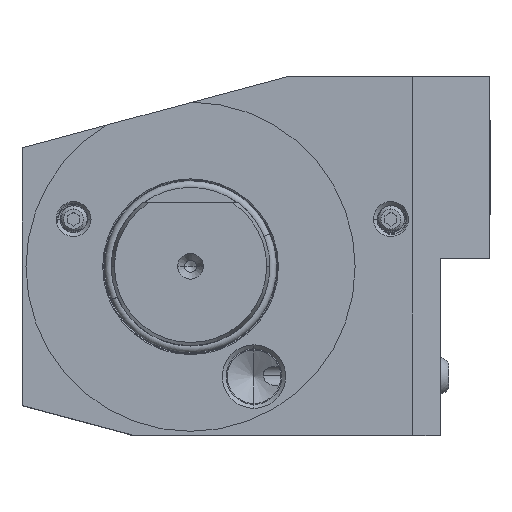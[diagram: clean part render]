
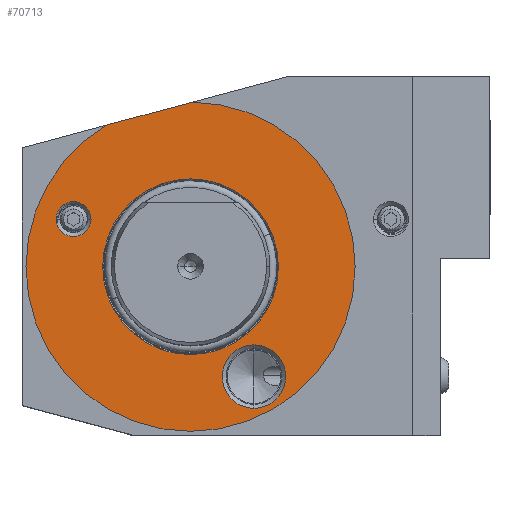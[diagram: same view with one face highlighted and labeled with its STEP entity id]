
A CAD part, top view. The second image highlights one B-rep face of the part: STEP entity #70713.
In plain terms, the highlighted planar face has unit normal (0, 0, 1).
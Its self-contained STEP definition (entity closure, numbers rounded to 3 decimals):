
#2862 = VERTEX_POINT ( 'NONE', #72538 ) ;
#3301 = VERTEX_POINT ( 'NONE', #72712 ) ;
#11048 = CIRCLE ( 'NONE', #79772, 8. ) ;
#11144 = CIRCLE ( 'NONE', #80216, 41.5 ) ;
#11221 = CIRCLE ( 'NONE', #80173, 41.5 ) ;
#11256 = CIRCLE ( 'NONE', #80372, 22.15 ) ;
#16289 = AXIS2_PLACEMENT_3D ( 'NONE', #51454, #51444, #51455 ) ;
#24549 = CARTESIAN_POINT ( 'NONE',  ( -22.15, 0., -63. ) ) ;
#24597 = CARTESIAN_POINT ( 'NONE',  ( -21.105, 35.733, -63. ) ) ;
#25189 = EDGE_CURVE ( 'NONE', #73461, #75655, #70660, .T. ) ;
#25353 = EDGE_CURVE ( 'NONE', #53191, #72948, #70887, .T. ) ;
#26281 = DIRECTION ( 'NONE',  ( 0., 0., 1. ) ) ;
#26295 = DIRECTION ( 'NONE',  ( 1., 0., 0. ) ) ;
#26312 = CARTESIAN_POINT ( 'NONE',  ( 0., 0., -63. ) ) ;
#26366 = CARTESIAN_POINT ( 'NONE',  ( 22.15, 0., -63. ) ) ;
#26383 = CARTESIAN_POINT ( 'NONE',  ( 41.5, 0., -63. ) ) ;
#26393 = CARTESIAN_POINT ( 'NONE',  ( -41.5, 0., -63. ) ) ;
#31585 = EDGE_CURVE ( 'NONE', #59797, #72948, #54901, .T. ) ;
#31596 = EDGE_CURVE ( 'NONE', #59713, #53167, #54907, .T. ) ;
#31640 = EDGE_CURVE ( 'NONE', #2862, #3301, #54950, .T. ) ;
#46861 = CIRCLE ( 'NONE', #51244, 4.4 ) ;
#49937 = FACE_BOUND ( 'NONE', #59543, .T. ) ;
#49967 = FACE_BOUND ( 'NONE', #59454, .T. ) ;
#49985 = FACE_BOUND ( 'NONE', #59405, .T. ) ;
#49986 = FACE_OUTER_BOUND ( 'NONE', #59478, .T. ) ;
#50803 = CARTESIAN_POINT ( 'NONE',  ( -33.9, 12., -63. ) ) ;
#50940 = CARTESIAN_POINT ( 'NONE',  ( -25.1, 12., -63. ) ) ;
#51244 = AXIS2_PLACEMENT_3D ( 'NONE', #82313, #82431, #82420 ) ;
#51421 = PLANE ( 'NONE',  #16289 ) ;
#51444 = DIRECTION ( 'NONE',  ( 0., 0., 1. ) ) ;
#51454 = CARTESIAN_POINT ( 'NONE',  ( 0., 0., -63. ) ) ;
#51455 = DIRECTION ( 'NONE',  ( 1., 0., 0. ) ) ;
#51816 = CARTESIAN_POINT ( 'NONE',  ( 0.411, 41.498, -63. ) ) ;
#52409 = EDGE_CURVE ( 'NONE', #75655, #73461, #46861, .T. ) ;
#53167 = VERTEX_POINT ( 'NONE', #24549 ) ;
#53191 = VERTEX_POINT ( 'NONE', #24597 ) ;
#53945 = AXIS2_PLACEMENT_3D ( 'NONE', #57731, #57733, #57694 ) ;
#54079 = AXIS2_PLACEMENT_3D ( 'NONE', #68087, #68109, #68040 ) ;
#54092 = AXIS2_PLACEMENT_3D ( 'NONE', #68136, #68150, #68131 ) ;
#54094 = AXIS2_PLACEMENT_3D ( 'NONE', #68111, #68089, #68113 ) ;
#54703 = EDGE_CURVE ( 'NONE', #3301, #2862, #11048, .T. ) ;
#54901 = CIRCLE ( 'NONE', #54079, 41.5 ) ;
#54907 = CIRCLE ( 'NONE', #54094, 22.15 ) ;
#54946 = EDGE_CURVE ( 'NONE', #59729, #59797, #11144, .T. ) ;
#54950 = CIRCLE ( 'NONE', #54092, 8. ) ;
#55001 = EDGE_CURVE ( 'NONE', #53191, #59729, #11221, .T. ) ;
#55077 = EDGE_CURVE ( 'NONE', #53167, #59713, #11256, .T. ) ;
#57694 = DIRECTION ( 'NONE',  ( 1., 0., 0. ) ) ;
#57731 = CARTESIAN_POINT ( 'NONE',  ( -29.5, 12., -63. ) ) ;
#57733 = DIRECTION ( 'NONE',  ( 0., 0., -1. ) ) ;
#59405 = EDGE_LOOP ( 'NONE', ( #75460, #75496 ) ) ;
#59454 = EDGE_LOOP ( 'NONE', ( #75478, #75486 ) ) ;
#59478 = EDGE_LOOP ( 'NONE', ( #75414, #75472, #75514, #75390 ) ) ;
#59543 = EDGE_LOOP ( 'NONE', ( #75400, #75474 ) ) ;
#59713 = VERTEX_POINT ( 'NONE', #26366 ) ;
#59729 = VERTEX_POINT ( 'NONE', #26393 ) ;
#59797 = VERTEX_POINT ( 'NONE', #26383 ) ;
#63880 = DIRECTION ( 'NONE',  ( 0.966, 0.259, 0. ) ) ;
#63931 = CARTESIAN_POINT ( 'NONE',  ( 24.677, 48., -63. ) ) ;
#68040 = DIRECTION ( 'NONE',  ( 1., 0., 0. ) ) ;
#68087 = CARTESIAN_POINT ( 'NONE',  ( 0., 0., -63. ) ) ;
#68089 = DIRECTION ( 'NONE',  ( 0., 0., 1. ) ) ;
#68109 = DIRECTION ( 'NONE',  ( 0., 0., 1. ) ) ;
#68111 = CARTESIAN_POINT ( 'NONE',  ( 0., 0., -63. ) ) ;
#68113 = DIRECTION ( 'NONE',  ( 1., 0., 0. ) ) ;
#68131 = DIRECTION ( 'NONE',  ( 0., 1., 0. ) ) ;
#68136 = CARTESIAN_POINT ( 'NONE',  ( 15.99, -27.695, -63. ) ) ;
#68150 = DIRECTION ( 'NONE',  ( 0., 0., -1. ) ) ;
#70660 = CIRCLE ( 'NONE', #53945, 4.4 ) ;
#70713 = ADVANCED_FACE ( 'NONE', ( #49985, #49967, #49937, #49986 ), #51421, .T. ) ;
#70887 = LINE ( 'NONE', #63931, #70891 ) ;
#70891 = VECTOR ( 'NONE', #63880, 1000. ) ;
#72538 = CARTESIAN_POINT ( 'NONE',  ( 15.99, -19.695, -63. ) ) ;
#72712 = CARTESIAN_POINT ( 'NONE',  ( 15.99, -35.695, -63. ) ) ;
#72948 = VERTEX_POINT ( 'NONE', #51816 ) ;
#73461 = VERTEX_POINT ( 'NONE', #50803 ) ;
#75390 = ORIENTED_EDGE ( 'NONE', *, *, #31585, .T. ) ;
#75400 = ORIENTED_EDGE ( 'NONE', *, *, #31596, .F. ) ;
#75414 = ORIENTED_EDGE ( 'NONE', *, *, #25353, .F. ) ;
#75460 = ORIENTED_EDGE ( 'NONE', *, *, #52409, .T. ) ;
#75472 = ORIENTED_EDGE ( 'NONE', *, *, #55001, .T. ) ;
#75474 = ORIENTED_EDGE ( 'NONE', *, *, #55077, .F. ) ;
#75478 = ORIENTED_EDGE ( 'NONE', *, *, #54703, .T. ) ;
#75486 = ORIENTED_EDGE ( 'NONE', *, *, #31640, .T. ) ;
#75496 = ORIENTED_EDGE ( 'NONE', *, *, #25189, .T. ) ;
#75514 = ORIENTED_EDGE ( 'NONE', *, *, #54946, .T. ) ;
#75655 = VERTEX_POINT ( 'NONE', #50940 ) ;
#76265 = CARTESIAN_POINT ( 'NONE',  ( 0., 0., -63. ) ) ;
#76267 = DIRECTION ( 'NONE',  ( 1., 0., 0. ) ) ;
#76290 = DIRECTION ( 'NONE',  ( 0., 0., 1. ) ) ;
#76390 = DIRECTION ( 'NONE',  ( 1., 0., 0. ) ) ;
#76406 = CARTESIAN_POINT ( 'NONE',  ( 0., 0., -63. ) ) ;
#76432 = DIRECTION ( 'NONE',  ( 0., 0., 1. ) ) ;
#76781 = CARTESIAN_POINT ( 'NONE',  ( 15.99, -27.695, -63. ) ) ;
#76792 = DIRECTION ( 'NONE',  ( 0., 0., -1. ) ) ;
#76793 = DIRECTION ( 'NONE',  ( 0., 1., 0. ) ) ;
#79772 = AXIS2_PLACEMENT_3D ( 'NONE', #76781, #76792, #76793 ) ;
#80173 = AXIS2_PLACEMENT_3D ( 'NONE', #76406, #76432, #76390 ) ;
#80216 = AXIS2_PLACEMENT_3D ( 'NONE', #76265, #76290, #76267 ) ;
#80372 = AXIS2_PLACEMENT_3D ( 'NONE', #26312, #26281, #26295 ) ;
#82313 = CARTESIAN_POINT ( 'NONE',  ( -29.5, 12., -63. ) ) ;
#82420 = DIRECTION ( 'NONE',  ( 1., 0., 0. ) ) ;
#82431 = DIRECTION ( 'NONE',  ( 0., 0., -1. ) ) ;
